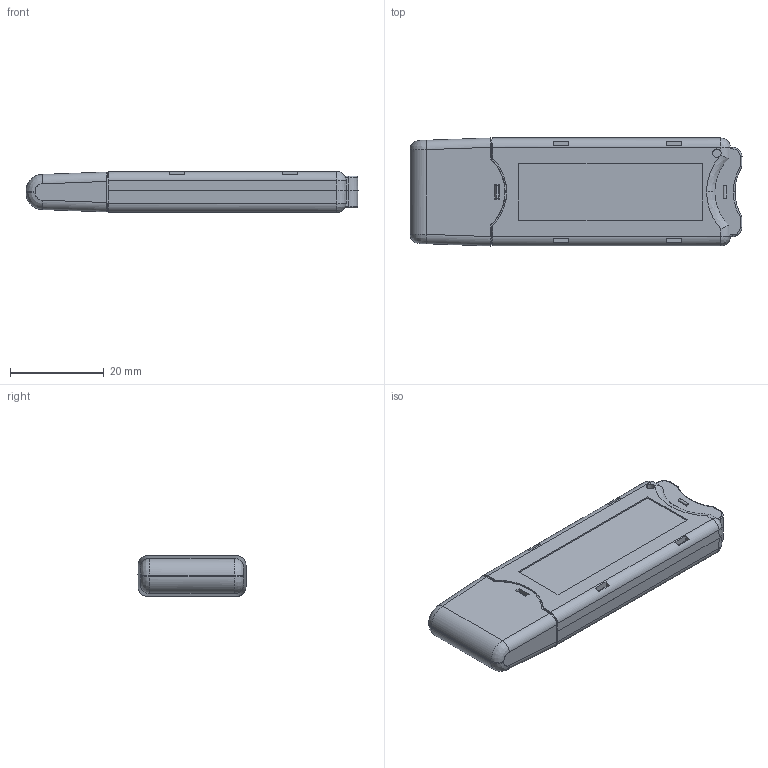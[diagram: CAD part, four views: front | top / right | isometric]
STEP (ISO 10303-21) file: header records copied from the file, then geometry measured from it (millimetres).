
FILE_DESCRIPTION (( 'STEP AP214' ), '1' );
FILE_NAME ('G1901.STEP', '2015-03-17T09:15:29', ( 'AsusUser' ), ( '' ), 'SwSTEP 2.0', 'SolidWorks 2014', '' );
FILE_SCHEMA (( 'AUTOMOTIVE_DESIGN' ));
Length unit declared in the file: millimetre
Products named in the file (1): G1901
Bounding box: 70.7 x 23 x 8.7 mm (x, y, z)
Volume: 4921 mm3; surface area: 9452.7 mm2
Topology: 3 solids, 3 shells, 424 faces, 1196 edges, 774 vertices
Faces by surface type: plane 284, cylinder 99, bspline 25, cone 16
Entity records: 15997 total; most frequent: CARTESIAN_POINT 5258, ORIENTED_EDGE 2384, DIRECTION 1999, EDGE_CURVE 1192, LINE 885, VECTOR 885, VERTEX_POINT 774, AXIS2_PLACEMENT_3D 557
